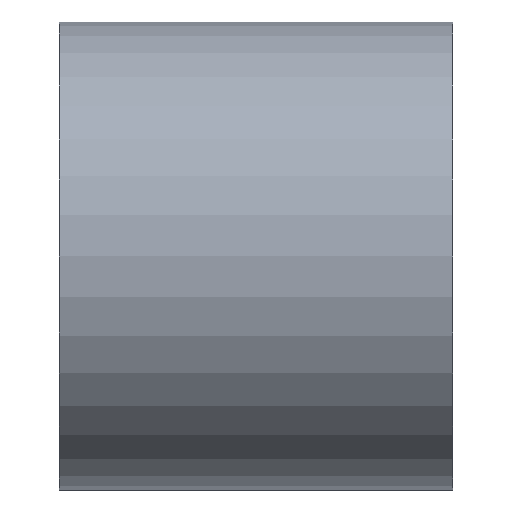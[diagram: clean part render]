
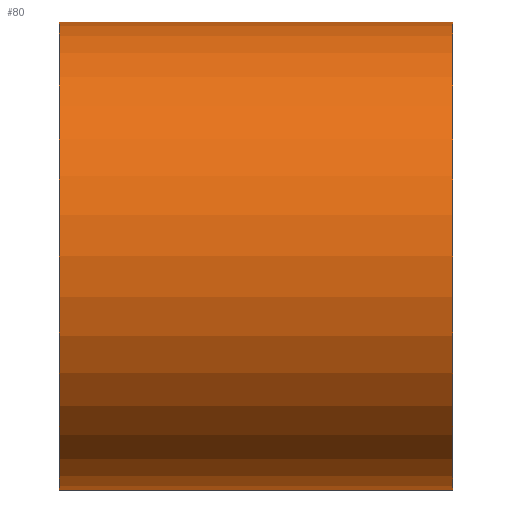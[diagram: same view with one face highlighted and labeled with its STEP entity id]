
A CAD part, left-side view. The second image highlights one B-rep face of the part: STEP entity #80.
In plain terms, the highlighted cylindrical face has radius 19.05 mm (diameter 38.1 mm), a partial arc.
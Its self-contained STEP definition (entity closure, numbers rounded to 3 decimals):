
#7 = VERTEX_POINT ( 'NONE', #206 ) ;
#12 = CIRCLE ( 'NONE', #167, 19.05 ) ;
#20 = DIRECTION ( 'NONE',  ( 0., 0., -1. ) ) ;
#40 = ORIENTED_EDGE ( 'NONE', *, *, #185, .F. ) ;
#47 = ORIENTED_EDGE ( 'NONE', *, *, #102, .T. ) ;
#49 = DIRECTION ( 'NONE',  ( 0., 0., -1. ) ) ;
#56 = CARTESIAN_POINT ( 'NONE',  ( 0., 32., 19.05 ) ) ;
#74 = LINE ( 'NONE', #77, #214 ) ;
#77 = CARTESIAN_POINT ( 'NONE',  ( 0., 0., 19.05 ) ) ;
#80 = ADVANCED_FACE ( 'NONE', ( #187 ), #226, .T. ) ;
#86 = AXIS2_PLACEMENT_3D ( 'NONE', #229, #200, #258 ) ;
#92 = CARTESIAN_POINT ( 'NONE',  ( 0., 0., 0. ) ) ;
#102 = EDGE_CURVE ( 'NONE', #184, #190, #12, .T. ) ;
#105 = EDGE_CURVE ( 'NONE', #190, #7, #137, .T. ) ;
#115 = DIRECTION ( 'NONE',  ( 0., -1., 0. ) ) ;
#137 = LINE ( 'NONE', #304, #234 ) ;
#144 = ORIENTED_EDGE ( 'NONE', *, *, #316, .F. ) ;
#167 = AXIS2_PLACEMENT_3D ( 'NONE', #169, #115, #20 ) ;
#169 = CARTESIAN_POINT ( 'NONE',  ( 0., 32., 0. ) ) ;
#170 = ORIENTED_EDGE ( 'NONE', *, *, #105, .T. ) ;
#174 = EDGE_LOOP ( 'NONE', ( #144, #47, #170, #40 ) ) ;
#184 = VERTEX_POINT ( 'NONE', #56 ) ;
#185 = EDGE_CURVE ( 'NONE', #314, #7, #212, .T. ) ;
#187 = FACE_OUTER_BOUND ( 'NONE', #174, .T. ) ;
#190 = VERTEX_POINT ( 'NONE', #199 ) ;
#199 = CARTESIAN_POINT ( 'NONE',  ( 0., 32., -19.05 ) ) ;
#200 = DIRECTION ( 'NONE',  ( 0., -1., 0. ) ) ;
#205 = CARTESIAN_POINT ( 'NONE',  ( 0., 0., 19.05 ) ) ;
#206 = CARTESIAN_POINT ( 'NONE',  ( 0., 0., -19.05 ) ) ;
#212 = CIRCLE ( 'NONE', #86, 19.05 ) ;
#214 = VECTOR ( 'NONE', #279, 1000. ) ;
#222 = DIRECTION ( 'NONE',  ( 0., -1., 0. ) ) ;
#226 = CYLINDRICAL_SURFACE ( 'NONE', #257, 19.05 ) ;
#229 = CARTESIAN_POINT ( 'NONE',  ( 0., 0., 0. ) ) ;
#234 = VECTOR ( 'NONE', #299, 1000. ) ;
#257 = AXIS2_PLACEMENT_3D ( 'NONE', #92, #222, #49 ) ;
#258 = DIRECTION ( 'NONE',  ( 0., 0., -1. ) ) ;
#279 = DIRECTION ( 'NONE',  ( 0., -1., 0. ) ) ;
#299 = DIRECTION ( 'NONE',  ( 0., -1., 0. ) ) ;
#304 = CARTESIAN_POINT ( 'NONE',  ( 0., 0., -19.05 ) ) ;
#314 = VERTEX_POINT ( 'NONE', #205 ) ;
#316 = EDGE_CURVE ( 'NONE', #184, #314, #74, .T. ) ;
